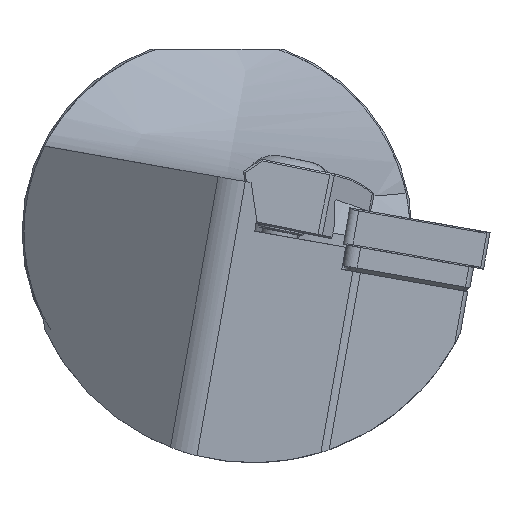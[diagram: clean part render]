
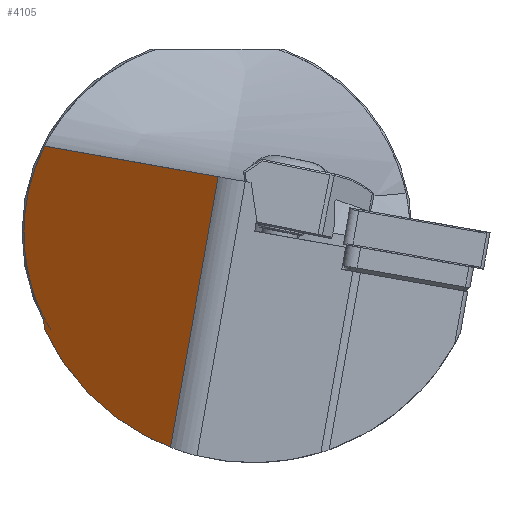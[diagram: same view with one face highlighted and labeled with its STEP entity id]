
A CAD part, left-side view. The second image highlights one B-rep face of the part: STEP entity #4105.
In plain terms, the highlighted planar face has unit normal (-0.707, 0.696, 0.123).
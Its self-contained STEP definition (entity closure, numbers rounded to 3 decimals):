
#386 = ORIENTED_EDGE ( 'NONE', *, *, #3636, .T. ) ;
#390 = CARTESIAN_POINT ( 'NONE',  ( -197.144, 31.661, -11.321 ) ) ;
#612 = CARTESIAN_POINT ( 'NONE',  ( -215.982, 96.028, -484.843 ) ) ;
#1438 = ORIENTED_EDGE ( 'NONE', *, *, #7675, .T. ) ;
#1732 = CARTESIAN_POINT ( 'NONE',  ( -193.364, 31.549, 11.088 ) ) ;
#1759 = EDGE_LOOP ( 'NONE', ( #7099, #386, #1438, #5522, #7056 ) ) ;
#1951 = VERTEX_POINT ( 'NONE', #1732 ) ;
#2005 = CARTESIAN_POINT ( 'NONE',  ( -196.947, 31.749, -10.679 ) ) ;
#2370 = B_SPLINE_CURVE_WITH_KNOTS ( 'NONE', 3,
 ( #5144, #390, #6891, #8364 ),
 .UNSPECIFIED., .F., .F.,
 ( 4, 4 ),
 ( 0., 0.002 ),
 .UNSPECIFIED. ) ;
#2414 = CARTESIAN_POINT ( 'NONE',  ( -196.947, 31.749, -10.679 ) ) ;
#2510 = VERTEX_POINT ( 'NONE', #2414 ) ;
#2681 = CARTESIAN_POINT ( 'NONE',  ( -202., 28.178, -19.529 ) ) ;
#2837 = CARTESIAN_POINT ( 'NONE',  ( -215.982, 15.39, -27.523 ) ) ;
#2960 = EDGE_CURVE ( 'NONE', #2510, #8289, #2370, .T. ) ;
#3021 = DIRECTION ( 'NONE',  ( 0., 0.174, -0.985 ) ) ;
#3161 = EDGE_CURVE ( 'NONE', #6683, #1951, #9465, .T. ) ;
#3636 = EDGE_CURVE ( 'NONE', #8289, #10231, #8630, .T. ) ;
#3741 = DIRECTION ( 'NONE',  ( 0.707, -0.696, -0.123 ) ) ;
#3811 = CARTESIAN_POINT ( 'NONE',  ( -215.982, 9.274, 7.16 ) ) ;
#3928 = VECTOR ( 'NONE', #4375, 1000. ) ;
#4044 = CARTESIAN_POINT ( 'NONE',  ( -215.982, 15.39, -27.523 ) ) ;
#4105 = ADVANCED_FACE ( 'NONE', ( #4581 ), #6992, .F. ) ;
#4349 = CARTESIAN_POINT ( 'NONE',  ( -208.446, 22.554, -24.759 ) ) ;
#4375 = DIRECTION ( 'NONE',  ( 0., -0.174, 0.985 ) ) ;
#4581 = FACE_OUTER_BOUND ( 'NONE', #1759, .T. ) ;
#4720 = CARTESIAN_POINT ( 'NONE',  ( -208.443, 16.699, 8.469 ) ) ;
#4899 = AXIS2_PLACEMENT_3D ( 'NONE', #612, #3741, #3021 ) ;
#5144 = CARTESIAN_POINT ( 'NONE',  ( -196.947, 31.749, -10.679 ) ) ;
#5522 = ORIENTED_EDGE ( 'NONE', *, *, #3161, .T. ) ;
#6018 = CARTESIAN_POINT ( 'NONE',  ( -215.982, 96.028, -484.843 ) ) ;
#6683 = VERTEX_POINT ( 'NONE', #8890 ) ;
#6891 = CARTESIAN_POINT ( 'NONE',  ( -197.352, 31.562, -11.956 ) ) ;
#6946 = CARTESIAN_POINT ( 'NONE',  ( -200.903, 24.124, 9.779 ) ) ;
#6992 = PLANE ( 'NONE',  #4899 ) ;
#7056 = ORIENTED_EDGE ( 'NONE', *, *, #9300, .T. ) ;
#7099 = ORIENTED_EDGE ( 'NONE', *, *, #2960, .T. ) ;
#7568 = CARTESIAN_POINT ( 'NONE',  ( -191.138, 35.036, 4.128 ) ) ;
#7650 = CARTESIAN_POINT ( 'NONE',  ( -197.568, 31.453, -12.583 ) ) ;
#7675 = EDGE_CURVE ( 'NONE', #10231, #6683, #10202, .T. ) ;
#8190 =( BOUNDED_CURVE ( )  B_SPLINE_CURVE ( 3, ( #8309, #7568, #9096, #2005 ),
 .UNSPECIFIED., .F., .T. ) 
 B_SPLINE_CURVE_WITH_KNOTS ( ( 4, 4 ),
 ( 2.852, 3.762 ),
 .UNSPECIFIED. ) 
 CURVE ( )  GEOMETRIC_REPRESENTATION_ITEM ( )  RATIONAL_B_SPLINE_CURVE ( ( 1., 0.932, 0.932, 1. ) ) 
 REPRESENTATION_ITEM ( '' )  );
#8289 = VERTEX_POINT ( 'NONE', #7650 ) ;
#8294 = CARTESIAN_POINT ( 'NONE',  ( -197.568, 31.453, -12.583 ) ) ;
#8309 = CARTESIAN_POINT ( 'NONE',  ( -193.364, 31.549, 11.088 ) ) ;
#8364 = CARTESIAN_POINT ( 'NONE',  ( -197.568, 31.453, -12.583 ) ) ;
#8630 =( BOUNDED_CURVE ( )  B_SPLINE_CURVE ( 3, ( #8294, #2681, #4349, #2837 ),
 .UNSPECIFIED., .F., .T. ) 
 B_SPLINE_CURVE_WITH_KNOTS ( ( 4, 4 ),
 ( 3.757, 4.519 ),
 .UNSPECIFIED. ) 
 CURVE ( )  GEOMETRIC_REPRESENTATION_ITEM ( )  RATIONAL_B_SPLINE_CURVE ( ( 1., 0.952, 0.952, 1. ) ) 
 REPRESENTATION_ITEM ( '' )  );
#8890 = CARTESIAN_POINT ( 'NONE',  ( -215.982, 9.274, 7.16 ) ) ;
#9096 = CARTESIAN_POINT ( 'NONE',  ( -192.419, 35.108, -3.656 ) ) ;
#9300 = EDGE_CURVE ( 'NONE', #1951, #2510, #8190, .T. ) ;
#9389 = CARTESIAN_POINT ( 'NONE',  ( -193.364, 31.549, 11.088 ) ) ;
#9465 = B_SPLINE_CURVE_WITH_KNOTS ( 'NONE', 3,
 ( #3811, #4720, #6946, #9389 ),
 .UNSPECIFIED., .F., .F.,
 ( 4, 4 ),
 ( 0., 1. ),
 .UNSPECIFIED. ) ;
#10202 = LINE ( 'NONE', #6018, #3928 ) ;
#10231 = VERTEX_POINT ( 'NONE', #4044 ) ;
